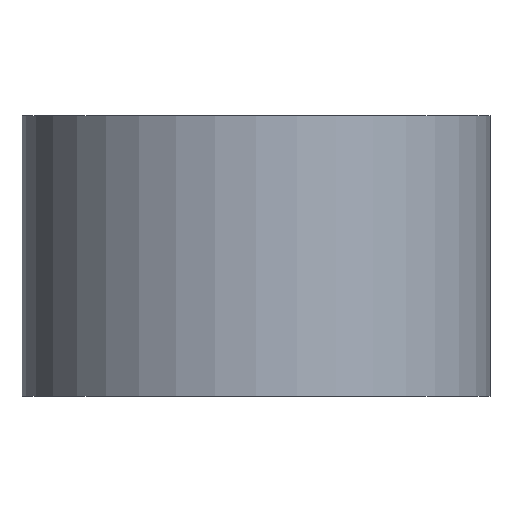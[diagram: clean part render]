
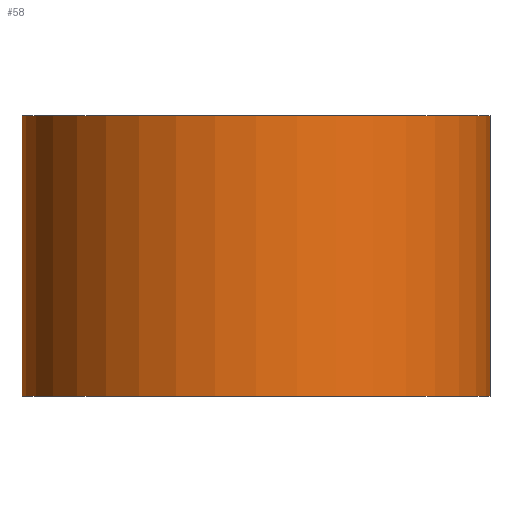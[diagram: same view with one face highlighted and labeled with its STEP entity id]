
A CAD part, front view. The second image highlights one B-rep face of the part: STEP entity #58.
In plain terms, the highlighted cylindrical face has radius 5 mm (diameter 10 mm), a full revolution.
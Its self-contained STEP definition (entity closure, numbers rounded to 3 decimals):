
#15=FACE_BOUND($,#25,.T.);
#21=FACE_OUTER_BOUND($,#24,.T.);
#24=EDGE_LOOP($,(#44));
#25=EDGE_LOOP($,(#45));
#32=CIRCLE($,#68,5.);
#33=CIRCLE($,#69,5.);
#36=VERTEX_POINT($,#97);
#37=VERTEX_POINT($,#99);
#40=EDGE_CURVE($,#36,#36,#32,.T.);
#41=EDGE_CURVE($,#37,#37,#33,.T.);
#44=ORIENTED_EDGE($,*,*,#40,.F.);
#45=ORIENTED_EDGE($,*,*,#41,.F.);
#51=CYLINDRICAL_SURFACE($,#67,5.);
#58=ADVANCED_FACE($,(#21,#15),#51,.T.);
#67=AXIS2_PLACEMENT_3D($,#96,#80,#81);
#68=AXIS2_PLACEMENT_3D($,#98,#82,#83);
#69=AXIS2_PLACEMENT_3D($,#100,#84,#85);
#80=DIRECTION('center_axis',(0.,0.,1.));
#81=DIRECTION('ref_axis',(-1.,0.,0.));
#82=DIRECTION('center_axis',(0.,0.,1.));
#83=DIRECTION('ref_axis',(-1.,0.,0.));
#84=DIRECTION('center_axis',(0.,0.,-1.));
#85=DIRECTION('ref_axis',(-1.,0.,0.));
#96=CARTESIAN_POINT('Origin',(0.,0.,0.));
#97=CARTESIAN_POINT('',(5.,0.,6.));
#98=CARTESIAN_POINT('Origin',(0.,0.,6.));
#99=CARTESIAN_POINT('',(5.,0.,0.));
#100=CARTESIAN_POINT('Origin',(0.,0.,0.));
